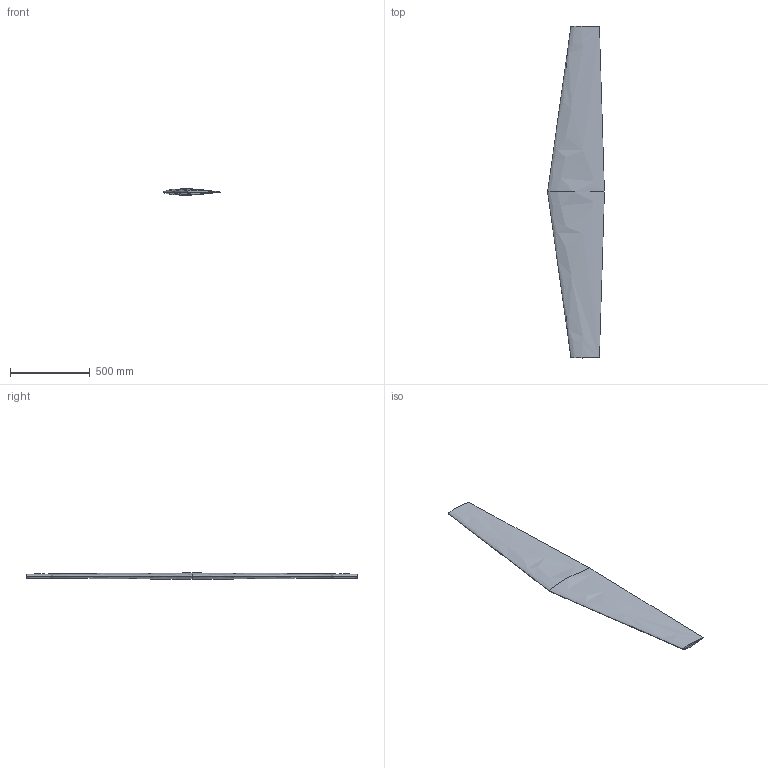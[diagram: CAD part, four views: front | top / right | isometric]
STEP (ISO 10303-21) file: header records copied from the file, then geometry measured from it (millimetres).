
FILE_DESCRIPTION((''),'1');
FILE_NAME('outfile.stp','2024-07-11T13:47:15',(''),(''),'','','');
FILE_SCHEMA(('CONFIG_CONTROL_DESIGN'));
Length unit declared in the file: metre
Bounding box: 355.6 x 2082.8 x 42.09 mm (x, y, z)
Surface area: 1113885.3 mm2 (no closed solid volume)
Topology: 0 solids, 1 shells, 8 faces, 12 edges, 6 vertices
Faces by surface type: bspline 4, plane 4
Entity records: 2880 total; most frequent: CARTESIAN_POINT 2704, VERTEX_POINT 24, ORIENTED_EDGE 24, DIRECTION 12, B_SPLINE_CURVE_WITH_KNOTS 12, EDGE_CURVE 12, EDGE_LOOP 8, FACE_OUTER_BOUND 8
